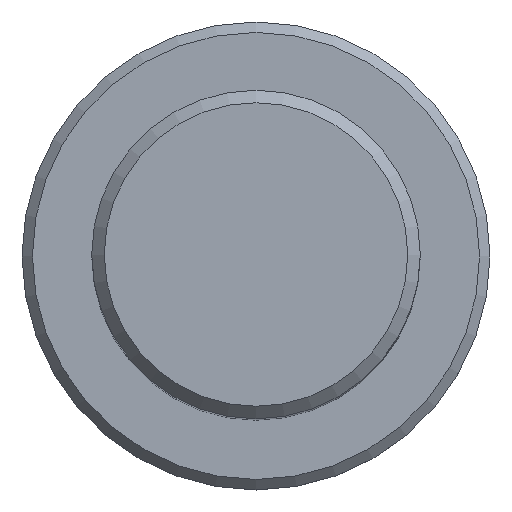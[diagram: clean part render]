
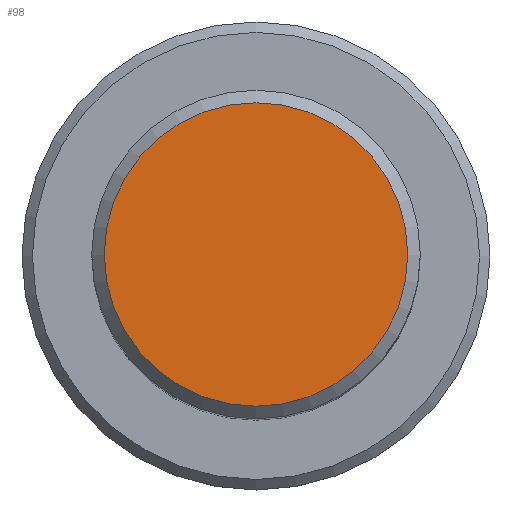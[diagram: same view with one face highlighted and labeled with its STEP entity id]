
A CAD part, top view. The second image highlights one B-rep face of the part: STEP entity #98.
In plain terms, the highlighted planar face has unit normal (0, 0, 1).
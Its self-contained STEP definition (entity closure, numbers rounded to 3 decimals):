
#98=ADVANCED_FACE('',(#131),#123,.T.);
#123=PLANE('',#335);
#131=FACE_OUTER_BOUND('',#133,.T.);
#133=EDGE_LOOP('',(#181));
#181=ORIENTED_EDGE('',*,*,#253,.F.);
#229=VERTEX_POINT('',#497);
#253=EDGE_CURVE('',#229,#229,#277,.T.);
#277=CIRCLE('',#334,9.237);
#334=AXIS2_PLACEMENT_3D('',#496,#391,#392);
#335=AXIS2_PLACEMENT_3D('',#498,#393,#394);
#391=DIRECTION('',(0.,0.,-1.));
#392=DIRECTION('',(-1.,0.,0.));
#393=DIRECTION('',(0.,0.,1.));
#394=DIRECTION('',(1.,0.,0.));
#496=CARTESIAN_POINT('',(0.,0.,0.));
#497=CARTESIAN_POINT('',(-9.237,0.,0.));
#498=CARTESIAN_POINT('',(4.618,-7.999,0.));
